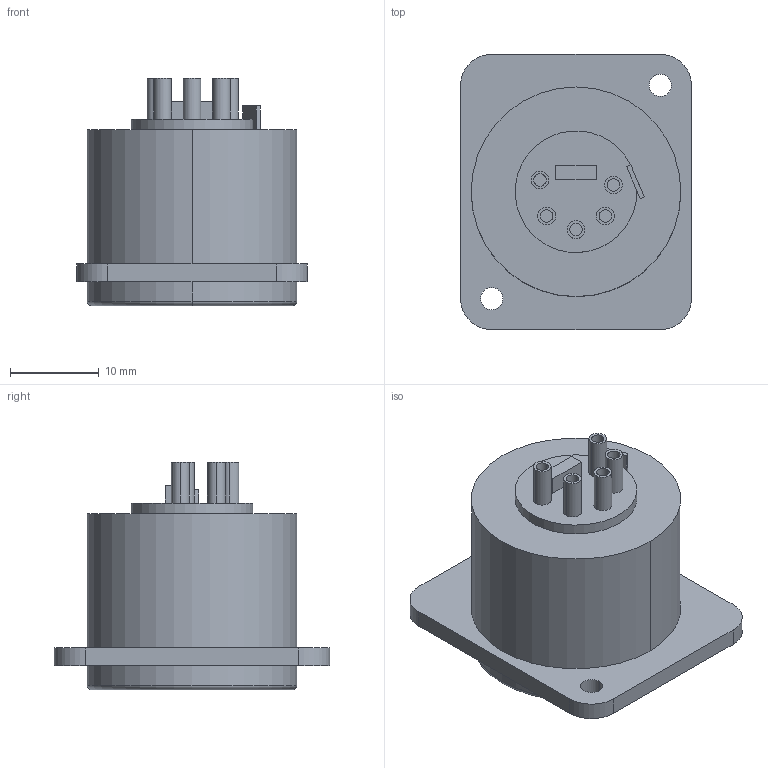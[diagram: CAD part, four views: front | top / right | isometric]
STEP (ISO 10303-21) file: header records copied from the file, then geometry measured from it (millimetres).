
FILE_DESCRIPTION((''),'2;1');
FILE_NAME('D-NC5MD-LX-M3','2016-12-19T',('odo'),(''),'CREO PARAMETRIC BY PTC INC, 2015380','CREO PARAMETRIC BY PTC INC, 2015380','');
FILE_SCHEMA(('CONFIG_CONTROL_DESIGN'));
Length unit declared in the file: millimetre
Products named in the file (1): D-NC5MD-LX-M3
Bounding box: 26 x 31 x 25.6 mm (x, y, z)
Volume: 6644.3 mm3; surface area: 4413.8 mm2
Topology: 1 solids, 1 shells, 95 faces, 209 edges, 136 vertices
Faces by surface type: cylinder 46, plane 35, bspline 10, torus 4
Entity records: 2960 total; most frequent: CARTESIAN_POINT 735, DIRECTION 497, ORIENTED_EDGE 418, EDGE_CURVE 209, AXIS2_PLACEMENT_3D 205, VERTEX_POINT 136, CIRCLE 120, EDGE_LOOP 119
